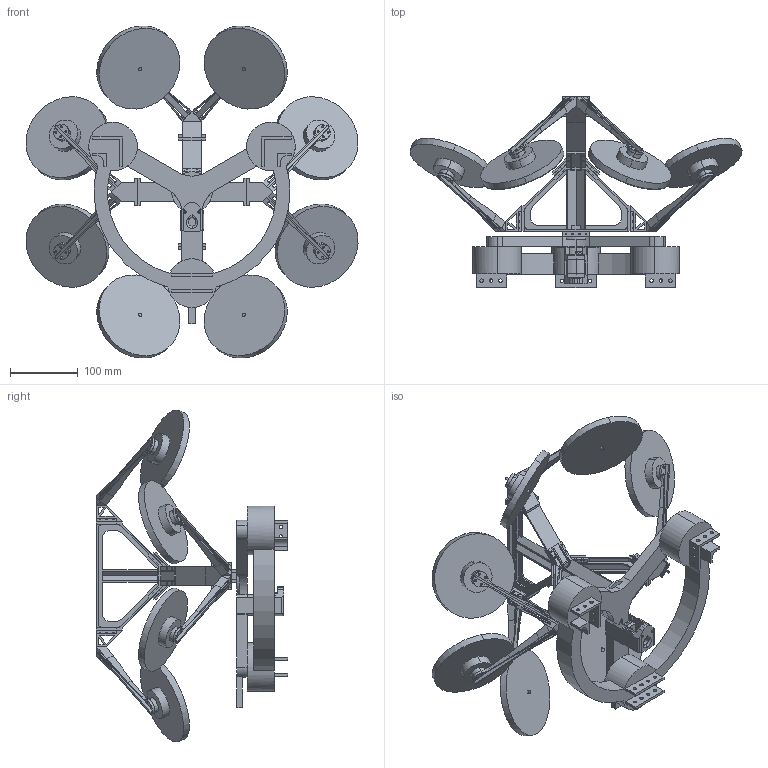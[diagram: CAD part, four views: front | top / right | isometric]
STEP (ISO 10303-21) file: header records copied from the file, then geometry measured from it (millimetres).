
FILE_DESCRIPTION (( 'STEP AP214' ), '1' );
FILE_NAME ('Flerobot.STEP', '2025-10-25T14:49:06', ( '' ), ( '' ), 'SwSTEP 2.0', 'SolidWorks 2025', '' );
FILE_SCHEMA (( 'AUTOMOTIVE_DESIGN' ));
Length unit declared in the file: millimetre
Products named in the file (9): landing panel; airframe1; HQProp 5043; airframe2; Flerobot; base2; EMAX MOTOR; airframe3; 零件4^Flerobot
Assembly tree (24 placements, depth 2):
  Flerobot
    airframe1
    airframe2
    base2
    airframe3  x4
    landing panel
    EMAX MOTOR  x8
    HQProp 5043  x8
  零件4^Flerobot
Bounding box: 491.83 x 283 x 491.83 mm (x, y, z)
Volume: 2509178.4 mm3; surface area: 664652.4 mm2
Topology: 24 solids, 24 shells, 1733 faces, 4610 edges, 3017 vertices
Faces by surface type: plane 1069, cylinder 627, torus 20, cone 16, sphere 1
Entity records: 35030 total; most frequent: CARTESIAN_POINT 6249, ORIENTED_EDGE 5924, DIRECTION 5877, EDGE_CURVE 2962, LINE 2117, VECTOR 2117, VERTEX_POINT 1935, AXIS2_PLACEMENT_3D 1880
